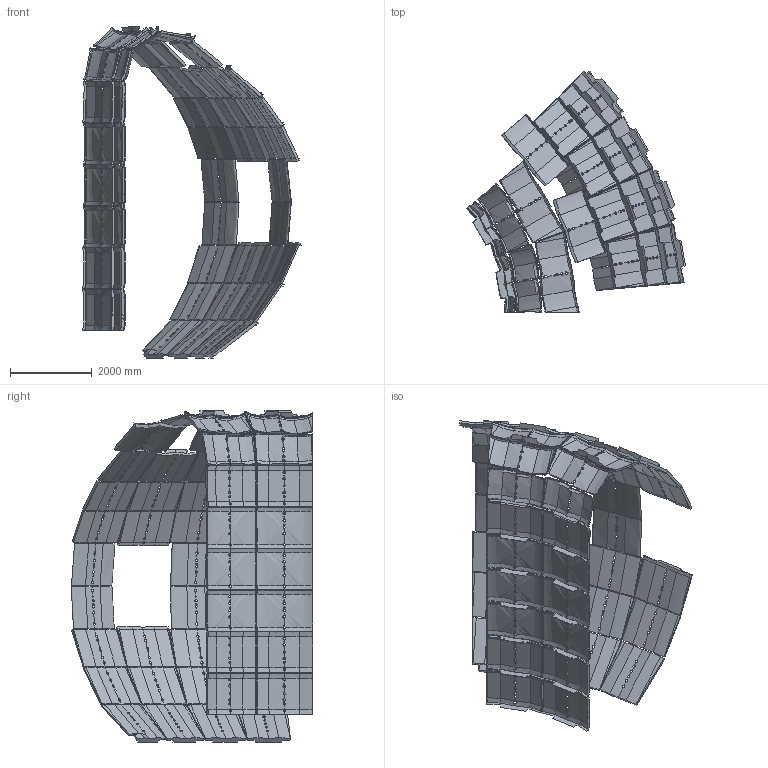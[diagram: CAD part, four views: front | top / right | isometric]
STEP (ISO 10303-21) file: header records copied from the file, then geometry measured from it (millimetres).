
FILE_DESCRIPTION(/* description */ (''),/* implementation_level */ '2;1');
FILE_NAME(/* name */ 'inner_wall_surfaces_sides.stp',/* time_stamp */ '2017-07-31T15:15:15+02:00',/* author */ (''),/* organization */ (''),/* preprocessor_version */ 'ST-DEVELOPER v16',/* originating_system */ 'SIEMENS PLM Software NX 11.0',/* authorisation */ '');
FILE_SCHEMA (('AUTOMOTIVE_DESIGN { 1 0 10303 214 3 1 1 1 }'));
Products named in the file (1): tele0E8C860Ayh1b
Bounding box: 5350.94 x 5907.13 x 8117.1 mm (x, y, z)
Surface area: 91052578.9 mm2 (no closed solid volume)
Topology: 0 solids, 52 shells, 881 faces, 5393 edges, 4199 vertices
Faces by surface type: plane 417, bspline 260, extrusion 198, cylinder 6
Entity records: 178307 total; most frequent: CARTESIAN_POINT 139973, ORIENTED_EDGE 7675, EDGE_CURVE 5393, VERTEX_POINT 4199, B_SPLINE_CURVE_WITH_KNOTS 3859, DIRECTION 2808, VECTOR 1900, LINE 1702
